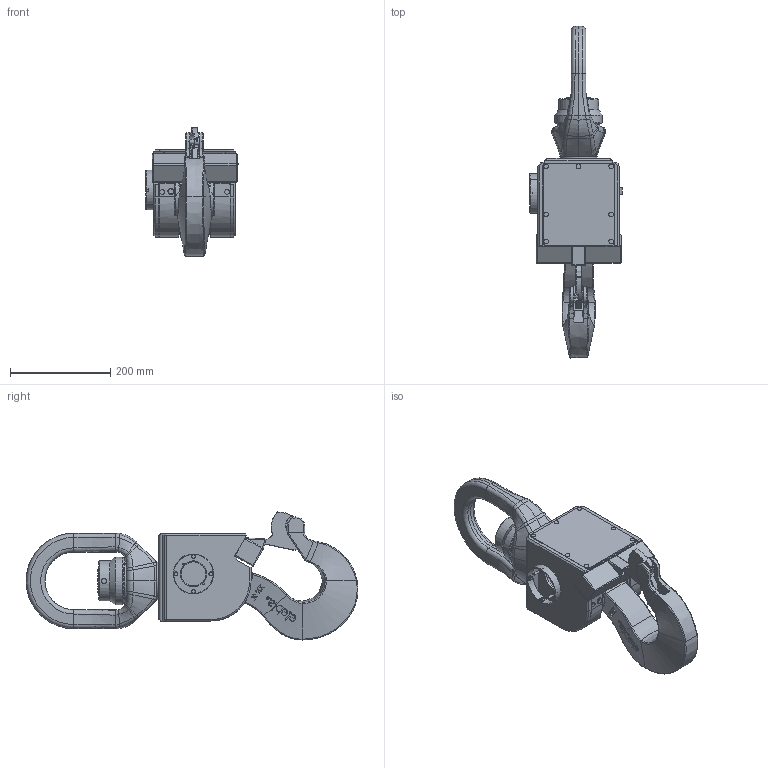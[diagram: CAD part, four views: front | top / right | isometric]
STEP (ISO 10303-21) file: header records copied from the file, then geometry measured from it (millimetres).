
FILE_DESCRIPTION((''),'2;1');
FILE_NAME('EVO20_SW0001','2013-03-15T',('ruben'),(''),'PRO/ENGINEER BY PARAMETRIC TECHNOLOGY CORPORATION, 2010020','PRO/ENGINEER BY PARAMETRIC TECHNOLOGY CORPORATION, 2010020','');
FILE_SCHEMA(('CONFIG_CONTROL_DESIGN'));
Products named in the file (1): EVO20_SW0001
Bounding box: 184.04 x 663.16 x 255.83 mm (x, y, z)
Volume: 5971227.4 mm3; surface area: 700163.4 mm2
Topology: 1 solids, 7 shells, 2324 faces, 6148 edges, 3926 vertices
Faces by surface type: plane 1469, cylinder 378, bspline 273, torus 108, cone 78, sphere 18
Entity records: 97514 total; most frequent: CARTESIAN_POINT 44049, ORIENTED_EDGE 12292, DIRECTION 9257, EDGE_CURVE 6146, VERTEX_POINT 3926, AXIS2_PLACEMENT_3D 3096, VECTOR 3065, LINE 3065
